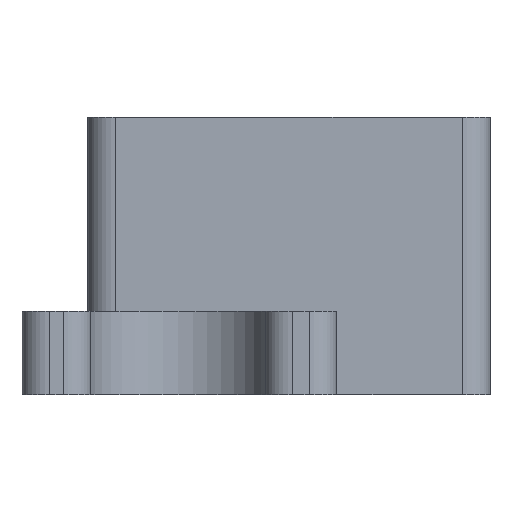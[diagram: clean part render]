
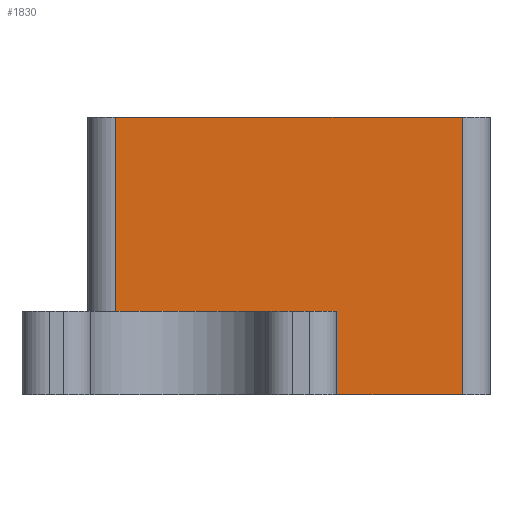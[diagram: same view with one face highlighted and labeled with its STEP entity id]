
A CAD part, left-side view. The second image highlights one B-rep face of the part: STEP entity #1830.
In plain terms, the highlighted planar face has unit normal (-1, 0, 0).
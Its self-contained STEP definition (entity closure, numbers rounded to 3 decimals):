
#111 = VERTEX_POINT ( 'NONE', #719 ) ;
#115 = CARTESIAN_POINT ( 'NONE',  ( -14.5, 0., 5.73 ) ) ;
#130 = AXIS2_PLACEMENT_3D ( 'NONE', #1690, #250, #1371 ) ;
#201 = VECTOR ( 'NONE', #747, 1000. ) ;
#218 = EDGE_CURVE ( 'NONE', #111, #412, #742, .T. ) ;
#245 = DIRECTION ( 'NONE',  ( 0., 1., 0. ) ) ;
#250 = DIRECTION ( 'NONE',  ( 1., 0., 0. ) ) ;
#272 = DIRECTION ( 'NONE',  ( 0., 0., 1. ) ) ;
#290 = VERTEX_POINT ( 'NONE', #1458 ) ;
#380 = CARTESIAN_POINT ( 'NONE',  ( -14.5, 0., 10.25 ) ) ;
#398 = VERTEX_POINT ( 'NONE', #1732 ) ;
#412 = VERTEX_POINT ( 'NONE', #561 ) ;
#417 = ORIENTED_EDGE ( 'NONE', *, *, #1365, .T. ) ;
#561 = CARTESIAN_POINT ( 'NONE',  ( -14.5, 3., 5.73 ) ) ;
#620 = EDGE_CURVE ( 'NONE', #1720, #290, #2013, .T. ) ;
#628 = VERTEX_POINT ( 'NONE', #1052 ) ;
#679 = EDGE_LOOP ( 'NONE', ( #1976, #417, #1572, #745, #1292, #1656 ) ) ;
#704 = EDGE_CURVE ( 'NONE', #628, #290, #1574, .T. ) ;
#719 = CARTESIAN_POINT ( 'NONE',  ( -14.5, 3., -2.25 ) ) ;
#726 = LINE ( 'NONE', #2029, #1422 ) ;
#742 = LINE ( 'NONE', #836, #1964 ) ;
#745 = ORIENTED_EDGE ( 'NONE', *, *, #1937, .T. ) ;
#747 = DIRECTION ( 'NONE',  ( 0., 0., 1. ) ) ;
#757 = DIRECTION ( 'NONE',  ( 0., -1., 0. ) ) ;
#836 = CARTESIAN_POINT ( 'NONE',  ( -14.5, 3., 11.25 ) ) ;
#878 = PLANE ( 'NONE',  #130 ) ;
#1052 = CARTESIAN_POINT ( 'NONE',  ( -14.5, 10., -2.25 ) ) ;
#1090 = VECTOR ( 'NONE', #757, 1000. ) ;
#1098 = DIRECTION ( 'NONE',  ( 0., 0., 1. ) ) ;
#1113 = VECTOR ( 'NONE', #272, 1000. ) ;
#1292 = ORIENTED_EDGE ( 'NONE', *, *, #1335, .T. ) ;
#1335 = EDGE_CURVE ( 'NONE', #398, #1720, #1867, .T. ) ;
#1365 = EDGE_CURVE ( 'NONE', #628, #111, #726, .T. ) ;
#1369 = CARTESIAN_POINT ( 'NONE',  ( -14.5, 3., 10.25 ) ) ;
#1371 = DIRECTION ( 'NONE',  ( 0., 0., -1. ) ) ;
#1422 = VECTOR ( 'NONE', #1581, 1000. ) ;
#1458 = CARTESIAN_POINT ( 'NONE',  ( -14.5, 10., 10.25 ) ) ;
#1572 = ORIENTED_EDGE ( 'NONE', *, *, #218, .T. ) ;
#1574 = LINE ( 'NONE', #2012, #1113 ) ;
#1581 = DIRECTION ( 'NONE',  ( 0., -1., 0. ) ) ;
#1656 = ORIENTED_EDGE ( 'NONE', *, *, #620, .T. ) ;
#1676 = FACE_OUTER_BOUND ( 'NONE', #679, .T. ) ;
#1690 = CARTESIAN_POINT ( 'NONE',  ( -14.5, 3., 5.73 ) ) ;
#1703 = VECTOR ( 'NONE', #245, 1000. ) ;
#1720 = VERTEX_POINT ( 'NONE', #380 ) ;
#1724 = CARTESIAN_POINT ( 'NONE',  ( -14.5, 3., 5.73 ) ) ;
#1732 = CARTESIAN_POINT ( 'NONE',  ( -14.5, 0., 5.73 ) ) ;
#1830 = ADVANCED_FACE ( 'NONE', ( #1676 ), #878, .F. ) ;
#1867 = LINE ( 'NONE', #115, #201 ) ;
#1937 = EDGE_CURVE ( 'NONE', #412, #398, #1940, .T. ) ;
#1940 = LINE ( 'NONE', #1724, #1090 ) ;
#1964 = VECTOR ( 'NONE', #1098, 1000. ) ;
#1976 = ORIENTED_EDGE ( 'NONE', *, *, #704, .F. ) ;
#2012 = CARTESIAN_POINT ( 'NONE',  ( -14.5, 10., -3.25 ) ) ;
#2013 = LINE ( 'NONE', #1369, #1703 ) ;
#2029 = CARTESIAN_POINT ( 'NONE',  ( -14.5, 3., -2.25 ) ) ;
